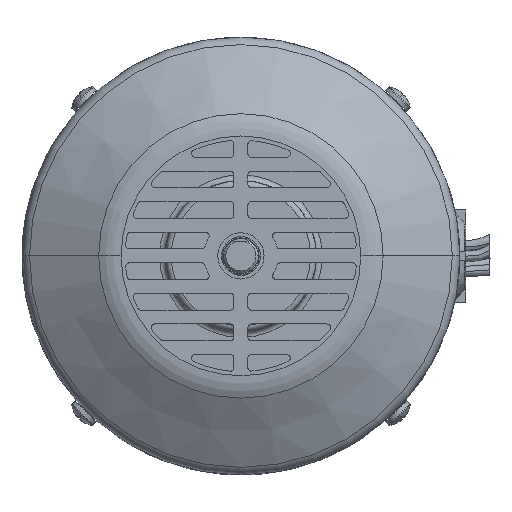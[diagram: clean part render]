
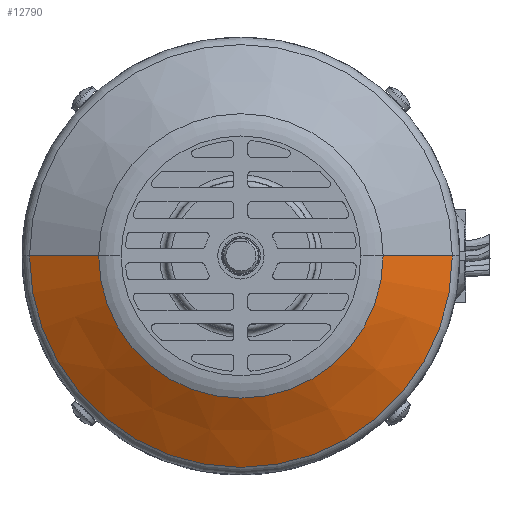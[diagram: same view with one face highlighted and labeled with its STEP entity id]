
A CAD part, top view. The second image highlights one B-rep face of the part: STEP entity #12790.
In plain terms, the highlighted conical face has half-angle 60 degrees and reference radius 57.998 mm.
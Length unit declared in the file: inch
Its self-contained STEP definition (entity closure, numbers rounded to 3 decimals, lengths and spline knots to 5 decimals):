
#996 = AXIS2_PLACEMENT_3D ( 'NONE', #41802, #9596, #32025 ) ;
#2972 = DIRECTION ( 'NONE',  ( 0., 0., -1. ) ) ;
#5278 = AXIS2_PLACEMENT_3D ( 'NONE', #9825, #32234, #13200 ) ;
#5400 = AXIS2_PLACEMENT_3D ( 'NONE', #22710, #2972, #25737 ) ;
#6717 = VERTEX_POINT ( 'NONE', #16300 ) ;
#9596 = DIRECTION ( 'NONE',  ( 0., 0., -1. ) ) ;
#9825 = CARTESIAN_POINT ( 'NONE',  ( 0., 0., 5.38718 ) ) ;
#9936 = VERTEX_POINT ( 'NONE', #13889 ) ;
#11307 = VECTOR ( 'NONE', #19284, 39.37008 ) ;
#11357 = LINE ( 'NONE', #38312, #11307 ) ;
#12406 = VECTOR ( 'NONE', #25223, 39.37008 ) ;
#12790 = ADVANCED_FACE ( 'NONE', ( #32581 ), #31925, .T. ) ;
#12930 = LINE ( 'NONE', #22190, #12406 ) ;
#13200 = DIRECTION ( 'NONE',  ( -1., 0., 0. ) ) ;
#13519 = CIRCLE ( 'NONE', #5278, 2.2834 ) ;
#13887 = CIRCLE ( 'NONE', #5400, 1.5359 ) ;
#13889 = CARTESIAN_POINT ( 'NONE',  ( -2.2834, 0., 5.38718 ) ) ;
#15916 = CARTESIAN_POINT ( 'NONE',  ( 1.5359, 0., 5.81875 ) ) ;
#16300 = CARTESIAN_POINT ( 'NONE',  ( -1.5359, 0., 5.81875 ) ) ;
#18685 = EDGE_CURVE ( 'NONE', #39660, #28211, #12930, .T. ) ;
#18736 = EDGE_CURVE ( 'NONE', #6717, #9936, #11357, .T. ) ;
#19284 = DIRECTION ( 'NONE',  ( -0.866, 0., -0.5 ) ) ;
#21717 = ORIENTED_EDGE ( 'NONE', *, *, #18685, .F. ) ;
#21785 = ORIENTED_EDGE ( 'NONE', *, *, #28598, .T. ) ;
#22073 = ORIENTED_EDGE ( 'NONE', *, *, #18736, .T. ) ;
#22190 = CARTESIAN_POINT ( 'NONE',  ( 2.2834, 0., 5.38718 ) ) ;
#22418 = ORIENTED_EDGE ( 'NONE', *, *, #28668, .F. ) ;
#22710 = CARTESIAN_POINT ( 'NONE',  ( 0., 0., 5.81875 ) ) ;
#25223 = DIRECTION ( 'NONE',  ( 0.866, 0., -0.5 ) ) ;
#25737 = DIRECTION ( 'NONE',  ( -1., 0., 0. ) ) ;
#27013 = CARTESIAN_POINT ( 'NONE',  ( 2.2834, 0., 5.38718 ) ) ;
#28211 = VERTEX_POINT ( 'NONE', #27013 ) ;
#28264 = EDGE_LOOP ( 'NONE', ( #21717, #21785, #22073, #22418 ) ) ;
#28598 = EDGE_CURVE ( 'NONE', #39660, #6717, #13887, .T. ) ;
#28668 = EDGE_CURVE ( 'NONE', #28211, #9936, #13519, .T. ) ;
#31925 = CONICAL_SURFACE ( 'NONE', #996, 2.2834, 1.047 ) ;
#32025 = DIRECTION ( 'NONE',  ( -1., 0., 0. ) ) ;
#32234 = DIRECTION ( 'NONE',  ( 0., 0., -1. ) ) ;
#32581 = FACE_OUTER_BOUND ( 'NONE', #28264, .T. ) ;
#38312 = CARTESIAN_POINT ( 'NONE',  ( -2.2834, 0., 5.38718 ) ) ;
#39660 = VERTEX_POINT ( 'NONE', #15916 ) ;
#41802 = CARTESIAN_POINT ( 'NONE',  ( 0., 0., 5.38718 ) ) ;
